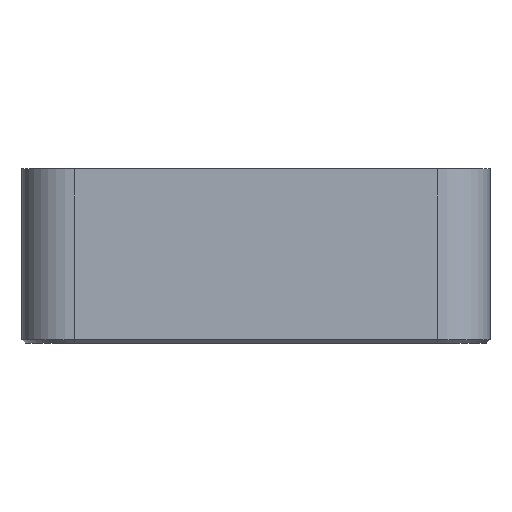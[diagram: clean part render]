
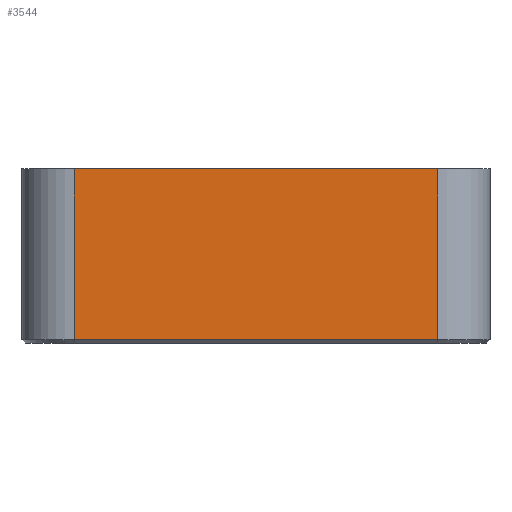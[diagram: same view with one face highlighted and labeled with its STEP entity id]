
A CAD part, front view. The second image highlights one B-rep face of the part: STEP entity #3544.
In plain terms, the highlighted planar face has unit normal (0, -1, 0).
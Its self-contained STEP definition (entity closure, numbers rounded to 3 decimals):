
#200=LINE('',#5792,#445);
#283=LINE('',#6037,#528);
#285=LINE('',#6042,#530);
#286=LINE('',#6044,#531);
#445=VECTOR('',#4753,10.);
#528=VECTOR('',#5026,10.);
#530=VECTOR('',#5034,10.);
#531=VECTOR('',#5037,10.);
#986=FACE_OUTER_BOUND('',#1329,.T.);
#1329=EDGE_LOOP('',(#3319,#3320,#3321,#3322));
#1801=VERTEX_POINT('',#5782);
#1803=VERTEX_POINT('',#5788);
#1870=VERTEX_POINT('',#6034);
#1871=VERTEX_POINT('',#6036);
#2230=EDGE_CURVE('',#1801,#1803,#200,.T.);
#2352=EDGE_CURVE('',#1870,#1871,#283,.T.);
#2355=EDGE_CURVE('',#1801,#1871,#285,.T.);
#2356=EDGE_CURVE('',#1803,#1870,#286,.T.);
#3319=ORIENTED_EDGE('',*,*,#2230,.F.);
#3320=ORIENTED_EDGE('',*,*,#2355,.T.);
#3321=ORIENTED_EDGE('',*,*,#2352,.F.);
#3322=ORIENTED_EDGE('',*,*,#2356,.F.);
#3371=PLANE('',#3969);
#3544=ADVANCED_FACE('',(#986),#3371,.T.);
#3969=AXIS2_PLACEMENT_3D('',#6043,#5035,#5036);
#4753=DIRECTION('',(-1.,0.,0.));
#5026=DIRECTION('',(1.,0.,0.));
#5034=DIRECTION('',(0.,0.,1.));
#5035=DIRECTION('center_axis',(0.,-1.,0.));
#5036=DIRECTION('ref_axis',(1.,0.,0.));
#5037=DIRECTION('',(0.,0.,1.));
#5782=CARTESIAN_POINT('',(-6.,0.,-19.6));
#5788=CARTESIAN_POINT('',(-47.72,0.,-19.6));
#5792=CARTESIAN_POINT('',(-37.29,0.,-19.6));
#6034=CARTESIAN_POINT('',(-47.72,0.,0.));
#6036=CARTESIAN_POINT('',(-6.,0.,0.));
#6037=CARTESIAN_POINT('',(-37.29,0.,0.));
#6042=CARTESIAN_POINT('',(-6.,0.,-20.));
#6043=CARTESIAN_POINT('Origin',(-47.72,0.,-20.));
#6044=CARTESIAN_POINT('',(-47.72,0.,-20.));
